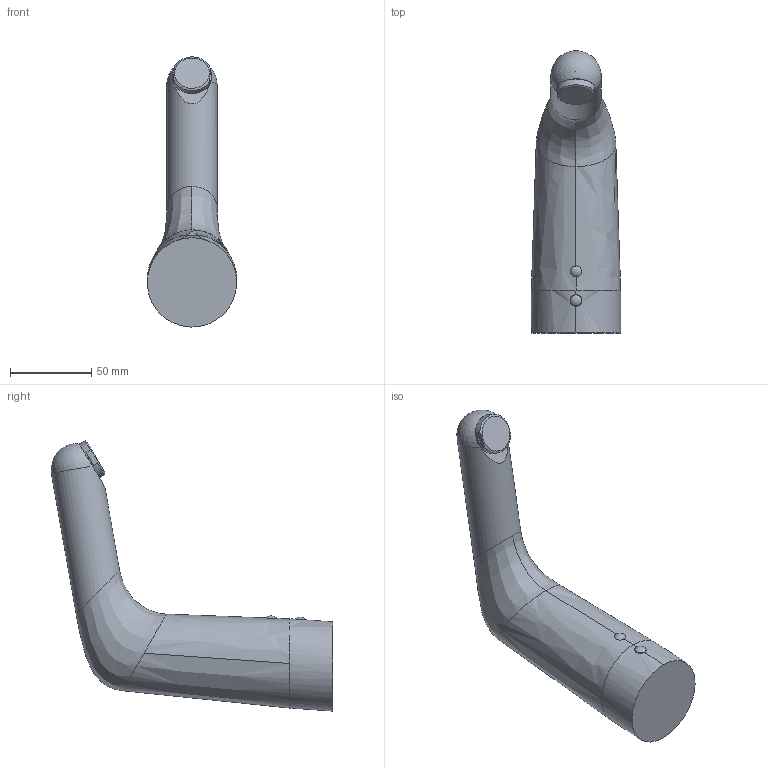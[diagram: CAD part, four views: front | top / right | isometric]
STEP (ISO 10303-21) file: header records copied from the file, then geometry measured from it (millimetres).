
FILE_DESCRIPTION (( 'STEP AP203' ), '1' );
FILE_NAME ('5522F(2016)+05682029+5552F(2016)+05682019.STEP', '2017-03-09T05:55:26', ( '' ), ( '' ), 'SwSTEP 2.0', 'SolidWorks 2016', '' );
FILE_SCHEMA (( 'CONFIG_CONTROL_DESIGN' ));
Length unit declared in the file: millimetre
Products named in the file (1): 5522F(2016)+05682029+5552F(2016)+05682019
Bounding box: 55 x 173.55 x 166.41 mm (x, y, z)
Volume: 389207.7 mm3; surface area: 37854.1 mm2
Topology: 3 solids, 3 shells, 27 faces, 62 edges, 40 vertices
Faces by surface type: bspline 10, plane 9, sphere 3, cone 3, cylinder 2
Full cylindrical faces by diameter (mm): 24 x1, 31 x1
Entity records: 2675 total; most frequent: CARTESIAN_POINT 2139, ORIENTED_EDGE 98, DIRECTION 67, EDGE_CURVE 49, VERTEX_POINT 33, EDGE_LOOP 32, AXIS2_PLACEMENT_3D 29, FACE_OUTER_BOUND 29
